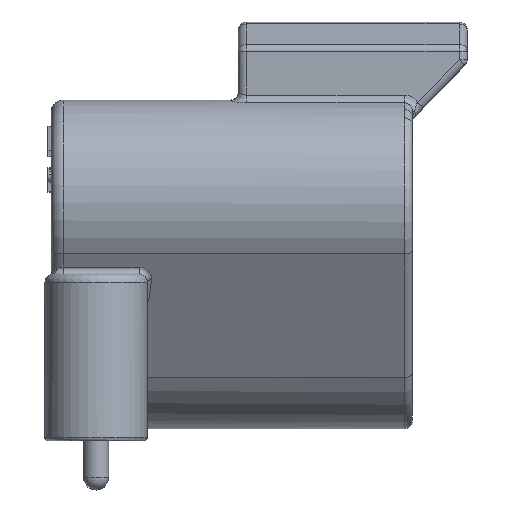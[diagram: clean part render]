
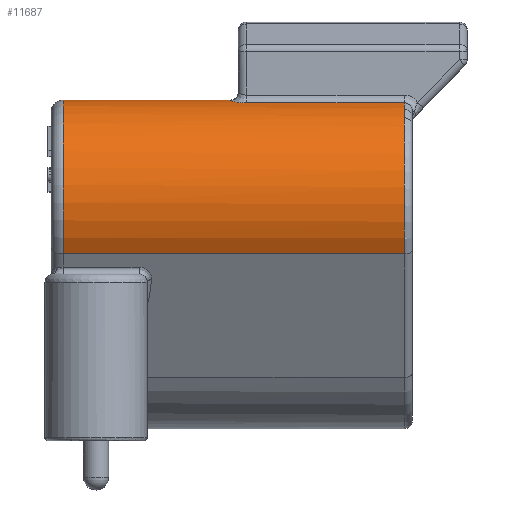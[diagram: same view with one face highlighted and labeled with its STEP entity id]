
A CAD part, left-side view. The second image highlights one B-rep face of the part: STEP entity #11687.
In plain terms, the highlighted cylindrical face has radius 6.38 mm (diameter 12.76 mm), a partial arc.
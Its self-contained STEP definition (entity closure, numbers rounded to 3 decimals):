
#1113=CARTESIAN_POINT('',(-5.932,0.5,
8.758));
#1129=CARTESIAN_POINT('',(-4.429,0.5,2.557));
#1130=DIRECTION('',(0.,-1.,0.));
#1131=DIRECTION('',(-0.236,0.,0.972));
#1132=AXIS2_PLACEMENT_3D('',#1129,#1130,#1131);
#1340=DIRECTION('',(0.,-1.,0.));
#1341=VECTOR('',#1340,9.82);
#1342=CARTESIAN_POINT('',(-5.932,10.32,8.758));
#1343=LINE('',#1342,#1341);
#1344=DIRECTION('',(0.,-1.,0.));
#1345=VECTOR('',#1344,21.21);
#1346=CARTESIAN_POINT('',(-9.954,21.71,-0.633));
#1347=LINE('',#1346,#1345);
#1348=DIRECTION('',(0.,1.,0.));
#1349=VECTOR('',#1348,10.39);
#1350=CARTESIAN_POINT('',(-4.429,11.32,8.937));
#1351=LINE('',#1350,#1349);
#1352=CARTESIAN_POINT('',(-4.429,11.32,2.557));
#1353=DIRECTION('',(0.,-1.,0.));
#1354=DIRECTION('',(0.,0.,1.));
#1355=AXIS2_PLACEMENT_3D('',#1352,#1353,#1354);
#1357=CARTESIAN_POINT('',(-5.005,11.32,8.911));
#1358=CARTESIAN_POINT('',(-5.079,11.32,8.904));
#1359=CARTESIAN_POINT('',(-5.224,11.301,8.889));
#1360=CARTESIAN_POINT('',(-5.439,11.215,8.858));
#1361=CARTESIAN_POINT('',(-5.628,11.073,8.824));
#1362=CARTESIAN_POINT('',(-5.766,10.904,8.796));
#1363=CARTESIAN_POINT('',(-5.855,10.733,8.776));
#1364=CARTESIAN_POINT('',(-5.914,10.549,8.762));
#1365=CARTESIAN_POINT('',(-5.932,10.4,8.758));
#1366=CARTESIAN_POINT('',(-5.932,10.32,8.758));
#3776=CARTESIAN_POINT('',(-4.429,21.71,2.557));
#3777=DIRECTION('',(0.,1.,0.));
#3778=DIRECTION('',(-0.866,0.,-0.5));
#3779=AXIS2_PLACEMENT_3D('',#3776,#3777,#3778);
#8343=CARTESIAN_POINT('',(-4.429,21.71,8.937));
#8344=VERTEX_POINT('',#8343);
#8389=CARTESIAN_POINT('',(-9.954,21.71,-0.633));
#8390=VERTEX_POINT('',#8389);
#8417=CARTESIAN_POINT('',(-9.954,0.5,-0.633));
#8419=VERTEX_POINT('',#8417);
#8598=VERTEX_POINT('',#1113);
#8600=CARTESIAN_POINT('',(-5.932,10.32,8.758));
#8601=VERTEX_POINT('',#8600);
#8606=VERTEX_POINT('',#1357);
#8608=CARTESIAN_POINT('',(-4.429,11.32,8.937));
#8609=VERTEX_POINT('',#8608);
#11668=CARTESIAN_POINT('',(-4.429,17.4,2.557));
#11669=DIRECTION('',(0.,-1.,0.));
#11670=DIRECTION('',(0.,0.,-1.));
#11671=AXIS2_PLACEMENT_3D('',#11668,#11669,#11670);
#11672=CYLINDRICAL_SURFACE('',#11671,6.38);
#11674=ORIENTED_EDGE('',*,*,#11673,.T.);
#11675=ORIENTED_EDGE('',*,*,#11261,.T.);
#11677=ORIENTED_EDGE('',*,*,#11676,.F.);
#11679=ORIENTED_EDGE('',*,*,#11678,.T.);
#11681=ORIENTED_EDGE('',*,*,#11680,.F.);
#11683=ORIENTED_EDGE('',*,*,#11682,.T.);
#11684=ORIENTED_EDGE('',*,*,#11658,.T.);
#11685=EDGE_LOOP('',(#11674,#11675,#11677,#11679,#11681,#11683,#11684));
#11686=FACE_OUTER_BOUND('',#11685,.F.);
#11687=ADVANCED_FACE('',(#11686),#11672,.T.);
#1133=CIRCLE('',#1132,6.38);
#1356=CIRCLE('',#1355,6.38);
#1367=B_SPLINE_CURVE_WITH_KNOTS('',3,(#1357,#1358,#1359,#1360,#1361,#1362,#1363,
#1364,#1365,#1366),.UNSPECIFIED.,.F.,.F.,(4,1,1,1,1,1,1,4),(0.,
0.143,0.286,0.429,0.571,
0.714,0.857,1.),.UNSPECIFIED.);
#3780=CIRCLE('',#3779,6.38);
#11261=EDGE_CURVE('',#8598,#8419,#1133,.T.);
#11658=EDGE_CURVE('',#8606,#8601,#1367,.T.);
#11673=EDGE_CURVE('',#8601,#8598,#1343,.T.);
#11676=EDGE_CURVE('',#8390,#8419,#1347,.T.);
#11678=EDGE_CURVE('',#8390,#8344,#3780,.T.);
#11680=EDGE_CURVE('',#8609,#8344,#1351,.T.);
#11682=EDGE_CURVE('',#8609,#8606,#1356,.T.);
